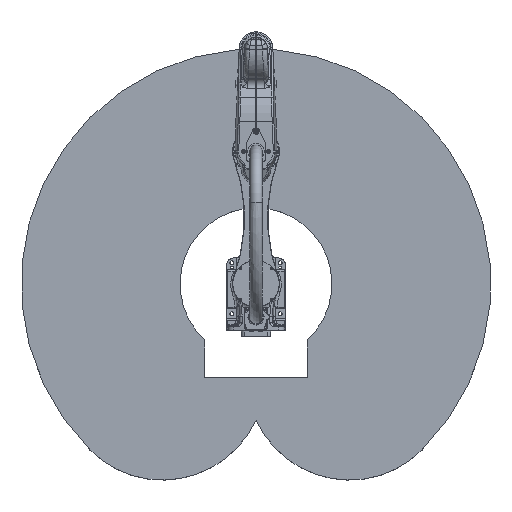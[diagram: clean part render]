
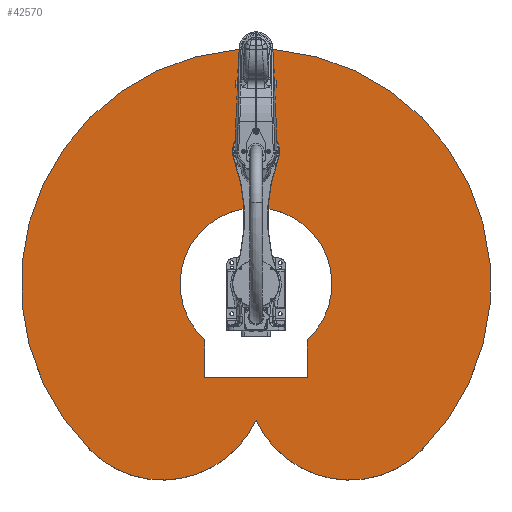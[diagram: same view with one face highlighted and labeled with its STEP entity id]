
A CAD part, top view. The second image highlights one B-rep face of the part: STEP entity #42570.
In plain terms, the highlighted face is planar.
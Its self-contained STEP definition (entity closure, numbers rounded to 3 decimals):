
#872=FACE_BOUND('',#15606,.T.);
#4605=LINE('',#92965,#7317);
#4610=LINE('',#92975,#7322);
#4612=LINE('',#92979,#7324);
#7317=VECTOR('',#58816,10.);
#7322=VECTOR('',#58823,10.);
#7324=VECTOR('',#58827,10.);
#8283=PLANE('',#47336);
#10406=CIRCLE('',#47335,258.78);
#10407=CIRCLE('',#47337,350.);
#10408=CIRCLE('',#47338,800.);
#10409=CIRCLE('',#47339,350.);
#12818=FACE_OUTER_BOUND('',#15605,.T.);
#15605=EDGE_LOOP('',(#37539,#37540,#37541));
#15606=EDGE_LOOP('',(#37542,#37543,#37544,#37545));
#20027=VERTEX_POINT('',#92963);
#20028=VERTEX_POINT('',#92964);
#20031=VERTEX_POINT('',#92972);
#20033=VERTEX_POINT('',#92978);
#20038=VERTEX_POINT('',#92994);
#20039=VERTEX_POINT('',#92995);
#20040=VERTEX_POINT('',#92997);
#25859=EDGE_CURVE('',#20027,#20028,#4605,.T.);
#25864=EDGE_CURVE('',#20028,#20031,#4610,.T.);
#25866=EDGE_CURVE('',#20033,#20027,#4612,.T.);
#25873=EDGE_CURVE('',#20031,#20033,#10406,.T.);
#25874=EDGE_CURVE('',#20038,#20039,#10407,.T.);
#25875=EDGE_CURVE('',#20039,#20040,#10408,.T.);
#25876=EDGE_CURVE('',#20040,#20038,#10409,.T.);
#37539=ORIENTED_EDGE('',*,*,#25874,.T.);
#37540=ORIENTED_EDGE('',*,*,#25875,.T.);
#37541=ORIENTED_EDGE('',*,*,#25876,.T.);
#37542=ORIENTED_EDGE('',*,*,#25864,.T.);
#37543=ORIENTED_EDGE('',*,*,#25873,.T.);
#37544=ORIENTED_EDGE('',*,*,#25866,.T.);
#37545=ORIENTED_EDGE('',*,*,#25859,.T.);
#42570=ADVANCED_FACE('',(#12818,#872),#8283,.F.);
#47335=AXIS2_PLACEMENT_3D('',#92992,#58842,#58843);
#47336=AXIS2_PLACEMENT_3D('',#92993,#58844,#58845);
#47337=AXIS2_PLACEMENT_3D('',#92996,#58846,#58847);
#47338=AXIS2_PLACEMENT_3D('',#92998,#58848,#58849);
#47339=AXIS2_PLACEMENT_3D('',#92999,#58850,#58851);
#58816=DIRECTION('',(0.,-1.,0.));
#58823=DIRECTION('',(1.,0.,0.));
#58827=DIRECTION('',(-1.,0.,0.));
#58842=DIRECTION('center_axis',(0.,0.,1.));
#58843=DIRECTION('ref_axis',(-1.,0.,0.));
#58844=DIRECTION('center_axis',(0.,0.,1.));
#58845=DIRECTION('ref_axis',(1.,0.,0.));
#58846=DIRECTION('center_axis',(0.,0.,-1.));
#58847=DIRECTION('ref_axis',(0.707,-0.707,0.));
#58848=DIRECTION('center_axis',(0.,0.,-1.));
#58849=DIRECTION('ref_axis',(0.707,0.707,0.));
#58850=DIRECTION('center_axis',(0.,0.,-1.));
#58851=DIRECTION('ref_axis',(0.416,-0.909,0.));
#92963=CARTESIAN_POINT('',(-320.,175.,0.));
#92964=CARTESIAN_POINT('',(-320.,-175.,0.));
#92965=CARTESIAN_POINT('',(-320.,-87.5,0.));
#92972=CARTESIAN_POINT('',(-190.636,-175.,0.));
#92975=CARTESIAN_POINT('',(45.314,-175.,0.));
#92978=CARTESIAN_POINT('',(-190.636,175.,0.));
#92979=CARTESIAN_POINT('',(-152.186,175.,0.));
#92992=CARTESIAN_POINT('Origin',(0.,0.,0.));
#92993=CARTESIAN_POINT('Origin',(15.627,0.,
0.));
#92994=CARTESIAN_POINT('',(-463.972,0.,0.));
#92995=CARTESIAN_POINT('',(-565.685,565.685,0.));
#92996=CARTESIAN_POINT('Origin',(-318.198,318.198,0.));
#92997=CARTESIAN_POINT('',(-565.685,-565.685,0.));
#92998=CARTESIAN_POINT('Origin',(0.,0.,0.));
#92999=CARTESIAN_POINT('Origin',(-318.198,-318.198,0.));
